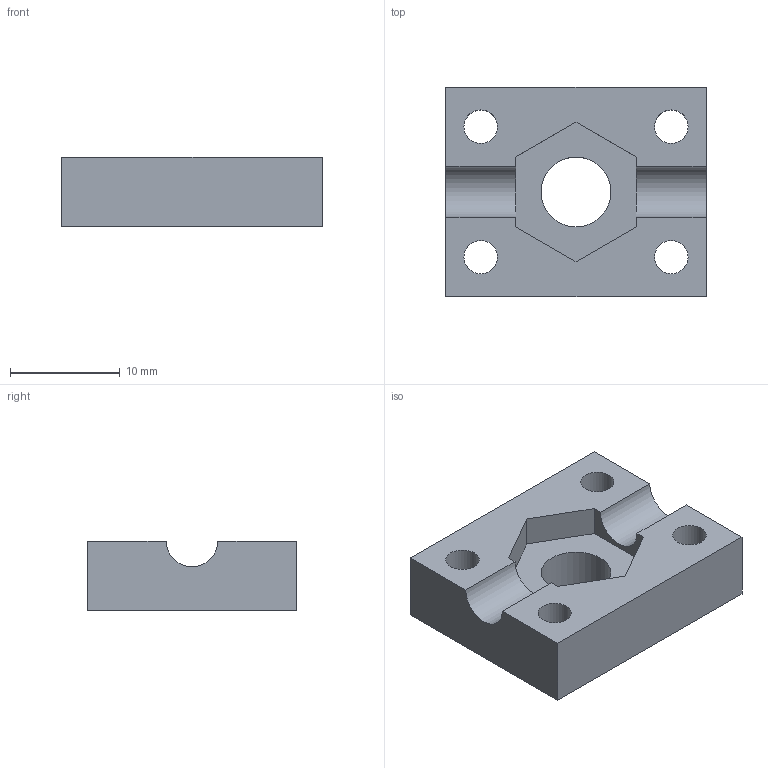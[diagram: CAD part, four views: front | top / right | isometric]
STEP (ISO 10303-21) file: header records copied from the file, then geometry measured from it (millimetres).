
FILE_DESCRIPTION( ( 'Unknown' ), '1' );
FILE_NAME( 'pivot nut holder2.stp', 'Unknown', ( 'Unknown' ), ( 'Unknown' ), 'XStep 1.0', 'Unknown', ' ' );
FILE_SCHEMA( ( 'automotive_design' ) );
Length unit declared in the file: millimetre
Products named in the file (1): 1
Bounding box: 23.7 x 19.05 x 6.35 mm (x, y, z)
Volume: 2167.1 mm3; surface area: 1743.8 mm2
Topology: 1 solids, 1 shells, 21 faces, 58 edges, 39 vertices
Faces by surface type: plane 14, cylinder 7
Full cylindrical faces by diameter (mm): 3.048 x4, 6.35 x1
Entity records: 844 total; most frequent: CARTESIAN_POINT 112, DIRECTION 110, ORIENTED_EDGE 104, EDGE_CURVE 52, VERTEX_POINT 38, LINE 38, VECTOR 38, AXIS2_PLACEMENT_3D 36
